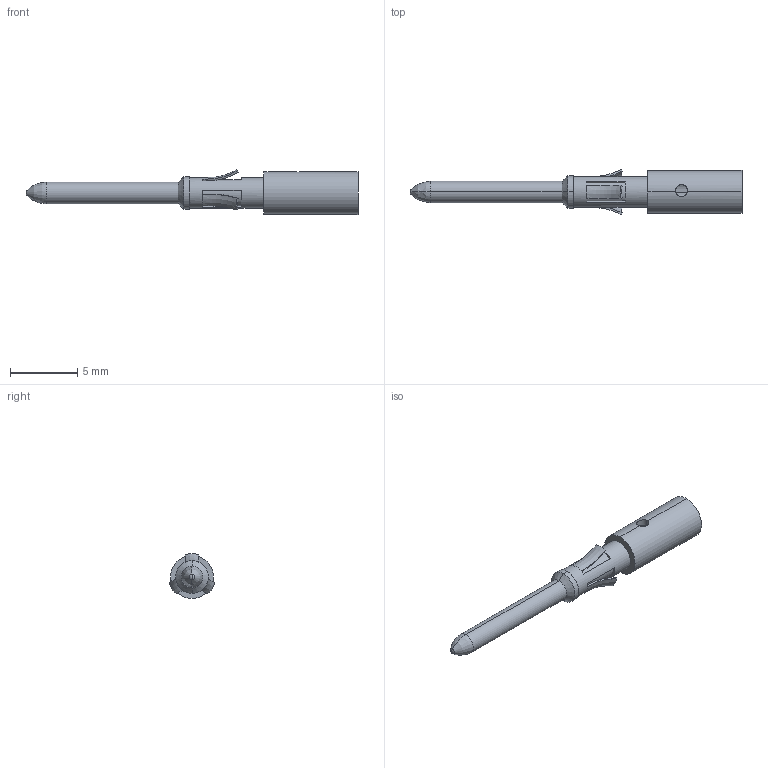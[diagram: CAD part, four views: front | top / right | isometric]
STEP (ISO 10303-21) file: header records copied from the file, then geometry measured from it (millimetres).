
FILE_DESCRIPTION(/* description */ (''),/* implementation_level */ '2;1');
FILE_NAME(/* name */ '3D_1010172101002_ZCDGM-2.5_V1.0_stp.stp',/* time_stamp */ '2023-12-13T13:11:59+08:00',/* author */ (''),/* organization */ (''),/* preprocessor_version */ 'ST-DEVELOPER v18.1',/* originating_system */ 'SIEMENS PLM Software NX 1980',/* authorisation */ '');
FILE_SCHEMA (('AUTOMOTIVE_DESIGN { 1 0 10303 214 3 1 1 1 }'));
Length unit declared in the file: millimetre
Products named in the file (1): 3D_1010172101002_ZCDGM-2.5_V1.0_stp
Bounding box: 24.7 x 3.36 x 3.35 mm (x, y, z)
Volume: 77.8 mm3; surface area: 249.5 mm2
Topology: 1 solids, 1 shells, 62 faces, 161 edges, 101 vertices
Faces by surface type: plane 24, cylinder 16, cone 12, bspline 6, sphere 2, revolution 2
Entity records: 2458 total; most frequent: CARTESIAN_POINT 982, ORIENTED_EDGE 314, DIRECTION 298, EDGE_CURVE 157, AXIS2_PLACEMENT_3D 122, VERTEX_POINT 101, EDGE_LOOP 68, CIRCLE 67
